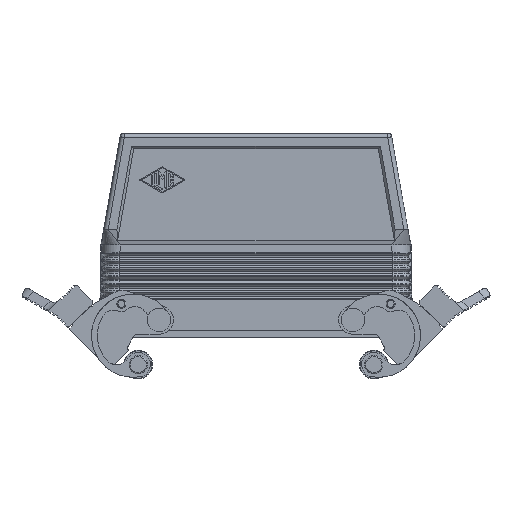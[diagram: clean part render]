
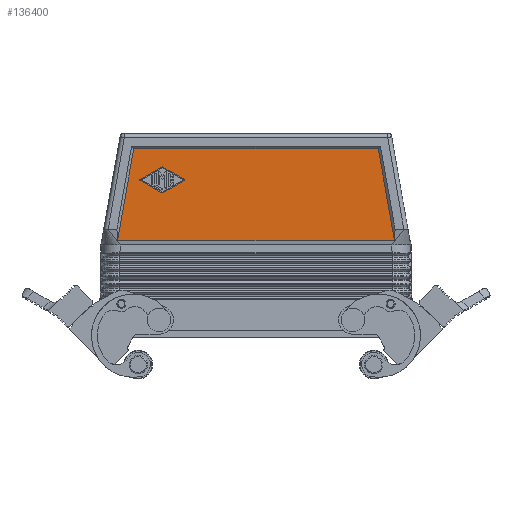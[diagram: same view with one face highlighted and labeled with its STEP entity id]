
A CAD part, left-side view. The second image highlights one B-rep face of the part: STEP entity #136400.
In plain terms, the highlighted planar face has unit normal (-1, 0, 0).
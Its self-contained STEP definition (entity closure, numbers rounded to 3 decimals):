
#44280=CARTESIAN_POINT('',(374.083,-12.317,
48.893));
#44290=DIRECTION('',(1.,0.,0.));
#44300=DIRECTION('',(0.,1.,0.));
#44310=AXIS2_PLACEMENT_3D('',#44280,#44290,#44300);
#44320=PLANE('',#44310);
#85920=CARTESIAN_POINT('',(374.083,66.406,
62.899));
#85930=DIRECTION('',(-1.,0.,0.));
#85940=DIRECTION('',(0.,-1.,0.));
#85950=AXIS2_PLACEMENT_3D('',#85920,#85930,#85940);
#85960=CIRCLE('',#85950,0.333);
#85970=CARTESIAN_POINT('',(374.083,66.241,
63.188));
#85980=VERTEX_POINT('',#85970);
#85990=CARTESIAN_POINT('',(374.083,66.572,
63.188));
#86000=VERTEX_POINT('',#85990);
#86010=EDGE_CURVE('',#85980,#86000,#85960,.T.);
#86030=CARTESIAN_POINT('',(374.083,44.373,
50.688));
#86040=DIRECTION('',(0.,0.868,0.496));
#86050=VECTOR('',#86040,1.);
#86060=LINE('',#86030,#86050);
#86070=CARTESIAN_POINT('',(374.083,57.824,
58.377));
#86080=VERTEX_POINT('',#86070);
#86090=EDGE_CURVE('',#86080,#85980,#86060,.T.);
#86110=CARTESIAN_POINT('',(374.083,57.907,
58.233));
#86120=DIRECTION('',(-1.,0.,0.));
#86130=DIRECTION('',(0.,-1.,0.));
#86140=AXIS2_PLACEMENT_3D('',#86110,#86120,#86130);
#86150=CIRCLE('',#86140,0.167);
#86160=CARTESIAN_POINT('',(374.083,57.824,
58.088));
#86170=VERTEX_POINT('',#86160);
#86180=EDGE_CURVE('',#86170,#86080,#86150,.T.);
#86200=CARTESIAN_POINT('',(374.083,44.373,
65.777));
#86210=DIRECTION('',(0.,-0.868,0.496));
#86220=VECTOR('',#86210,1.);
#86230=LINE('',#86200,#86220);
#86240=CARTESIAN_POINT('',(374.083,66.241,
53.277));
#86250=VERTEX_POINT('',#86240);
#86260=EDGE_CURVE('',#86250,#86170,#86230,.T.);
#86280=CARTESIAN_POINT('',(374.083,66.406,
53.566));
#86290=DIRECTION('',(-1.,0.,0.));
#86300=DIRECTION('',(0.,-1.,0.));
#86310=AXIS2_PLACEMENT_3D('',#86280,#86290,#86300);
#86320=CIRCLE('',#86310,0.333);
#86330=CARTESIAN_POINT('',(374.083,66.572,
53.277));
#86340=VERTEX_POINT('',#86330);
#86350=EDGE_CURVE('',#86340,#86250,#86320,.T.);
#86370=CARTESIAN_POINT('',(374.083,44.373,
40.588));
#86380=DIRECTION('',(0.,-0.868,-0.496));
#86390=VECTOR('',#86380,1.);
#86400=LINE('',#86370,#86390);
#86410=CARTESIAN_POINT('',(374.083,74.988,
58.088));
#86420=VERTEX_POINT('',#86410);
#86430=EDGE_CURVE('',#86420,#86340,#86400,.T.);
#86450=CARTESIAN_POINT('',(374.083,74.905,
58.233));
#86460=DIRECTION('',(-1.,0.,0.));
#86470=DIRECTION('',(0.,-1.,0.));
#86480=AXIS2_PLACEMENT_3D('',#86450,#86460,#86470);
#86490=CIRCLE('',#86480,0.167);
#86500=CARTESIAN_POINT('',(374.083,74.988,
58.377));
#86510=VERTEX_POINT('',#86500);
#86520=EDGE_CURVE('',#86510,#86420,#86490,.T.);
#86540=CARTESIAN_POINT('',(374.083,44.373,
75.877));
#86550=DIRECTION('',(0.,0.868,-0.496));
#86560=VECTOR('',#86550,1.);
#86570=LINE('',#86540,#86560);
#86580=EDGE_CURVE('',#86000,#86510,#86570,.T.);
#135690=CARTESIAN_POINT('',(374.083,-22.843,
34.87));
#135700=VERTEX_POINT('',#135690);
#135730=CARTESIAN_POINT('',(374.083,-26.831,
12.233));
#135740=DIRECTION('',(0.,0.174,0.985));
#135750=VECTOR('',#135740,1.);
#135760=LINE('',#135730,#135750);
#135770=CARTESIAN_POINT('',(374.083,-16.613,
70.233));
#135780=VERTEX_POINT('',#135770);
#135790=EDGE_CURVE('',#135700,#135780,#135760,.T.);
#136050=ORIENTED_EDGE('',*,*,#86520,.F.);
#136060=ORIENTED_EDGE('',*,*,#86430,.F.);
#136070=ORIENTED_EDGE('',*,*,#86350,.F.);
#136080=ORIENTED_EDGE('',*,*,#86260,.F.);
#136090=ORIENTED_EDGE('',*,*,#86180,.F.);
#136100=ORIENTED_EDGE('',*,*,#86090,.F.);
#136110=ORIENTED_EDGE('',*,*,#86010,.F.);
#136120=ORIENTED_EDGE('',*,*,#86580,.F.);
#136130=EDGE_LOOP('',(#136120,#136110,#136100,#136090,#136080,#136070,
#136060,#136050));
#136140=FACE_BOUND('',#136130,.T.);
#136150=CARTESIAN_POINT('',(374.083,44.373,
34.87));
#136160=DIRECTION('',(-0.,1.,0.));
#136170=VECTOR('',#136160,1.);
#136180=LINE('',#136150,#136170);
#136190=CARTESIAN_POINT('',(374.083,83.656,
34.87));
#136200=VERTEX_POINT('',#136190);
#136210=EDGE_CURVE('',#135700,#136200,#136180,.T.);
#136220=ORIENTED_EDGE('',*,*,#136210,.F.);
#136230=CARTESIAN_POINT('',(374.083,87.644,
12.233));
#136240=DIRECTION('',(0.,-0.174,0.985));
#136250=VECTOR('',#136240,1.);
#136260=LINE('',#136230,#136250);
#136270=CARTESIAN_POINT('',(374.083,77.426,
70.233));
#136280=VERTEX_POINT('',#136270);
#136290=EDGE_CURVE('',#136200,#136280,#136260,.T.);
#136300=ORIENTED_EDGE('',*,*,#136290,.F.);
#136310=CARTESIAN_POINT('',(374.083,44.373,
70.233));
#136320=DIRECTION('',(0.,1.,0.));
#136330=VECTOR('',#136320,1.);
#136340=LINE('',#136310,#136330);
#136350=EDGE_CURVE('',#135780,#136280,#136340,.T.);
#136360=ORIENTED_EDGE('',*,*,#136350,.T.);
#136370=ORIENTED_EDGE('',*,*,#135790,.T.);
#136380=EDGE_LOOP('',(#136370,#136360,#136300,#136220));
#136390=FACE_OUTER_BOUND('',#136380,.T.);
#136400=ADVANCED_FACE('',(#136140,#136390),#44320,.F.);
